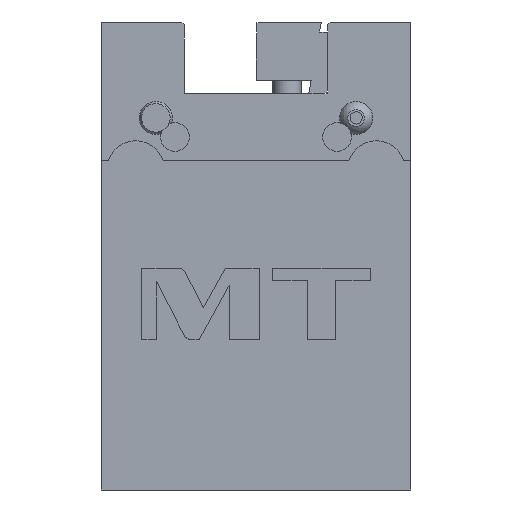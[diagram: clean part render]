
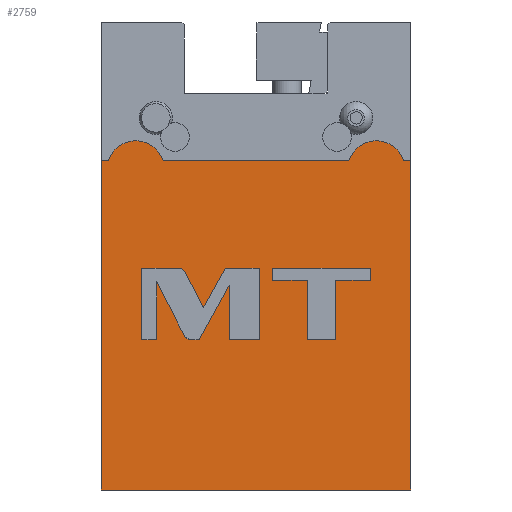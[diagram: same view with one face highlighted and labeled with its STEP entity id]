
A CAD part, left-side view. The second image highlights one B-rep face of the part: STEP entity #2759.
In plain terms, the highlighted planar face has unit normal (-1, 0, 0).
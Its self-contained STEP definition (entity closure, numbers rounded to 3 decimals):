
#429=DIRECTION('',(0.,0.,1.));
#430=VECTOR('',#429,115.);
#431=CARTESIAN_POINT('',(-36.,-54.,-65.));
#432=LINE('',#431,#430);
#594=DIRECTION('',(0.,0.,1.));
#595=VECTOR('',#594,115.);
#596=CARTESIAN_POINT('',(-36.,54.,-65.));
#597=LINE('',#596,#595);
#622=CARTESIAN_POINT('',(-36.,42.,47.));
#623=DIRECTION('',(-1.,0.,0.));
#624=DIRECTION('',(0.,-0.954,0.3));
#625=AXIS2_PLACEMENT_3D('',#622,#623,#624);
#632=DIRECTION('',(0.,-1.,0.));
#633=VECTOR('',#632,64.921);
#634=CARTESIAN_POINT('',(-36.,32.461,50.));
#635=LINE('',#634,#633);
#636=DIRECTION('',(0.,-1.,0.));
#637=VECTOR('',#636,2.461);
#638=CARTESIAN_POINT('',(-36.,-51.539,50.));
#639=LINE('',#638,#637);
#640=DIRECTION('',(0.,-1.,0.));
#641=VECTOR('',#640,2.461);
#642=CARTESIAN_POINT('',(-36.,54.,50.));
#643=LINE('',#642,#641);
#644=CARTESIAN_POINT('',(-36.,24.713,10.872));
#645=CARTESIAN_POINT('',(-36.,25.232,11.876));
#646=CARTESIAN_POINT('',(-36.,26.257,12.5));
#647=CARTESIAN_POINT('',(-36.,27.387,12.5));
#649=DIRECTION('',(0.,1.,0.));
#650=VECTOR('',#649,12.568);
#651=CARTESIAN_POINT('',(-36.,27.387,12.5));
#652=LINE('',#651,#650);
#653=DIRECTION('',(0.,0.,-1.));
#654=VECTOR('',#653,25.);
#655=CARTESIAN_POINT('',(-36.,39.955,12.5));
#656=LINE('',#655,#654);
#657=DIRECTION('',(0.,-1.,0.));
#658=VECTOR('',#657,5.2);
#659=CARTESIAN_POINT('',(-36.,39.955,-12.5));
#660=LINE('',#659,#658);
#661=DIRECTION('',(0.,0.,1.));
#662=VECTOR('',#661,20.253);
#663=CARTESIAN_POINT('',(-36.,34.755,-12.5));
#664=LINE('',#663,#662);
#665=DIRECTION('',(0.,-0.459,-0.888));
#666=VECTOR('',#665,20.967);
#667=CARTESIAN_POINT('',(-36.,34.755,7.753));
#668=LINE('',#667,#666);
#669=CARTESIAN_POINT('',(-36.,25.125,-10.872));
#670=CARTESIAN_POINT('',(-36.,24.605,-11.877));
#671=CARTESIAN_POINT('',(-36.,23.579,-12.5));
#672=CARTESIAN_POINT('',(-36.,22.448,-12.5));
#674=DIRECTION('',(0.,-1.,0.));
#675=VECTOR('',#674,2.608);
#676=CARTESIAN_POINT('',(-36.,22.448,-12.5));
#677=LINE('',#676,#675);
#678=DIRECTION('',(0.,-0.481,0.877));
#679=VECTOR('',#678,21.691);
#680=CARTESIAN_POINT('',(-36.,19.84,-12.5));
#681=LINE('',#680,#679);
#682=DIRECTION('',(0.,0.,-1.));
#683=VECTOR('',#682,19.015);
#684=CARTESIAN_POINT('',(-36.,9.402,6.515));
#685=LINE('',#684,#683);
#686=DIRECTION('',(0.,-1.,0.));
#687=VECTOR('',#686,10.52);
#688=CARTESIAN_POINT('',(-36.,9.402,-12.5));
#689=LINE('',#688,#687);
#690=DIRECTION('',(0.,0.,1.));
#691=VECTOR('',#690,25.);
#692=CARTESIAN_POINT('',(-36.,-1.118,-12.5));
#693=LINE('',#692,#691);
#694=DIRECTION('',(0.,1.,0.));
#695=VECTOR('',#694,11.86);
#696=CARTESIAN_POINT('',(-36.,-1.118,12.5));
#697=LINE('',#696,#695);
#698=DIRECTION('',(0.,0.481,-0.877));
#699=VECTOR('',#698,15.851);
#700=CARTESIAN_POINT('',(-36.,10.742,12.5));
#701=LINE('',#700,#699);
#702=DIRECTION('',(0.,0.459,0.888));
#703=VECTOR('',#702,13.81);
#704=CARTESIAN_POINT('',(-36.,18.37,-1.395));
#705=LINE('',#704,#703);
#706=DIRECTION('',(0.,0.,-1.));
#707=VECTOR('',#706,20.743);
#708=CARTESIAN_POINT('',(-36.,-17.931,8.243));
#709=LINE('',#708,#707);
#710=DIRECTION('',(0.,-1.,0.));
#711=VECTOR('',#710,9.903);
#712=CARTESIAN_POINT('',(-36.,-17.931,-12.5));
#713=LINE('',#712,#711);
#714=DIRECTION('',(0.,0.,1.));
#715=VECTOR('',#714,20.743);
#716=CARTESIAN_POINT('',(-36.,-27.834,-12.5));
#717=LINE('',#716,#715);
#718=DIRECTION('',(0.,-1.,0.));
#719=VECTOR('',#718,12.12);
#720=CARTESIAN_POINT('',(-36.,-27.834,8.243));
#721=LINE('',#720,#719);
#722=DIRECTION('',(0.,0.,1.));
#723=VECTOR('',#722,4.257);
#724=CARTESIAN_POINT('',(-36.,-39.954,8.243));
#725=LINE('',#724,#723);
#726=DIRECTION('',(0.,1.,0.));
#727=VECTOR('',#726,34.143);
#728=CARTESIAN_POINT('',(-36.,-39.954,12.5));
#729=LINE('',#728,#727);
#730=DIRECTION('',(0.,0.,-1.));
#731=VECTOR('',#730,4.257);
#732=CARTESIAN_POINT('',(-36.,-5.811,12.5));
#733=LINE('',#732,#731);
#734=DIRECTION('',(0.,-1.,0.));
#735=VECTOR('',#734,12.12);
#736=CARTESIAN_POINT('',(-36.,-5.811,8.243));
#737=LINE('',#736,#735);
#746=CARTESIAN_POINT('',(-36.,-42.,47.));
#747=DIRECTION('',(-1.,0.,0.));
#748=DIRECTION('',(0.,-0.954,0.3));
#749=AXIS2_PLACEMENT_3D('',#746,#747,#748);
#760=DIRECTION('',(0.,-1.,0.));
#761=VECTOR('',#760,108.);
#762=CARTESIAN_POINT('',(-36.,54.,-65.));
#763=LINE('',#762,#761);
#1486=CARTESIAN_POINT('',(-36.,-54.,50.));
#1488=VERTEX_POINT('',#1486);
#1489=CARTESIAN_POINT('',(-36.,-54.,-65.));
#1490=VERTEX_POINT('',#1489);
#1492=CARTESIAN_POINT('',(-36.,54.,50.));
#1494=VERTEX_POINT('',#1492);
#1495=CARTESIAN_POINT('',(-36.,54.,-65.));
#1496=VERTEX_POINT('',#1495);
#1545=CARTESIAN_POINT('',(-36.,-51.539,50.));
#1547=VERTEX_POINT('',#1545);
#1549=CARTESIAN_POINT('',(-36.,-32.461,50.));
#1551=VERTEX_POINT('',#1549);
#1553=CARTESIAN_POINT('',(-36.,32.461,50.));
#1555=VERTEX_POINT('',#1553);
#1557=CARTESIAN_POINT('',(-36.,51.539,50.));
#1559=VERTEX_POINT('',#1557);
#1860=VERTEX_POINT('',#644);
#1861=VERTEX_POINT('',#647);
#1862=CARTESIAN_POINT('',(-36.,39.955,12.5));
#1863=VERTEX_POINT('',#1862);
#1864=CARTESIAN_POINT('',(-36.,39.955,-12.5));
#1865=VERTEX_POINT('',#1864);
#1866=CARTESIAN_POINT('',(-36.,34.755,-12.5));
#1867=VERTEX_POINT('',#1866);
#1868=CARTESIAN_POINT('',(-36.,34.755,7.753));
#1869=VERTEX_POINT('',#1868);
#1870=CARTESIAN_POINT('',(-36.,25.125,-10.872));
#1871=VERTEX_POINT('',#1870);
#1872=VERTEX_POINT('',#672);
#1873=CARTESIAN_POINT('',(-36.,19.84,-12.5));
#1874=VERTEX_POINT('',#1873);
#1875=CARTESIAN_POINT('',(-36.,9.402,6.515));
#1876=VERTEX_POINT('',#1875);
#1877=CARTESIAN_POINT('',(-36.,9.402,-12.5));
#1878=VERTEX_POINT('',#1877);
#1879=CARTESIAN_POINT('',(-36.,-1.118,-12.5));
#1880=VERTEX_POINT('',#1879);
#1881=CARTESIAN_POINT('',(-36.,-1.118,12.5));
#1882=VERTEX_POINT('',#1881);
#1883=CARTESIAN_POINT('',(-36.,10.742,12.5));
#1884=VERTEX_POINT('',#1883);
#1885=CARTESIAN_POINT('',(-36.,18.37,-1.395));
#1886=VERTEX_POINT('',#1885);
#1887=CARTESIAN_POINT('',(-36.,-17.931,8.243));
#1888=CARTESIAN_POINT('',(-36.,-17.931,-12.5));
#1889=VERTEX_POINT('',#1887);
#1890=VERTEX_POINT('',#1888);
#1891=CARTESIAN_POINT('',(-36.,-27.834,-12.5));
#1892=VERTEX_POINT('',#1891);
#1893=CARTESIAN_POINT('',(-36.,-27.834,8.243));
#1894=VERTEX_POINT('',#1893);
#1895=CARTESIAN_POINT('',(-36.,-39.954,8.243));
#1896=VERTEX_POINT('',#1895);
#1897=CARTESIAN_POINT('',(-36.,-39.954,12.5));
#1898=VERTEX_POINT('',#1897);
#1899=CARTESIAN_POINT('',(-36.,-5.811,12.5));
#1900=VERTEX_POINT('',#1899);
#1901=CARTESIAN_POINT('',(-36.,-5.811,8.243));
#1902=VERTEX_POINT('',#1901);
#2690=CARTESIAN_POINT('',(-36.,54.,50.));
#2691=DIRECTION('',(1.,0.,0.));
#2692=DIRECTION('',(0.,0.,-1.));
#2693=AXIS2_PLACEMENT_3D('',#2690,#2691,#2692);
#2694=PLANE('',#2693);
#2696=ORIENTED_EDGE('',*,*,#2695,.T.);
#2698=ORIENTED_EDGE('',*,*,#2697,.F.);
#2700=ORIENTED_EDGE('',*,*,#2699,.T.);
#2701=ORIENTED_EDGE('',*,*,#2434,.F.);
#2703=ORIENTED_EDGE('',*,*,#2702,.F.);
#2704=ORIENTED_EDGE('',*,*,#2616,.T.);
#2705=ORIENTED_EDGE('',*,*,#2669,.T.);
#2706=ORIENTED_EDGE('',*,*,#2681,.F.);
#2707=EDGE_LOOP('',(#2696,#2698,#2700,#2701,#2703,#2704,#2705,#2706));
#2708=FACE_OUTER_BOUND('',#2707,.F.);
#2710=ORIENTED_EDGE('',*,*,#2709,.T.);
#2712=ORIENTED_EDGE('',*,*,#2711,.T.);
#2714=ORIENTED_EDGE('',*,*,#2713,.T.);
#2716=ORIENTED_EDGE('',*,*,#2715,.T.);
#2718=ORIENTED_EDGE('',*,*,#2717,.T.);
#2720=ORIENTED_EDGE('',*,*,#2719,.T.);
#2722=ORIENTED_EDGE('',*,*,#2721,.T.);
#2724=ORIENTED_EDGE('',*,*,#2723,.T.);
#2726=ORIENTED_EDGE('',*,*,#2725,.T.);
#2728=ORIENTED_EDGE('',*,*,#2727,.T.);
#2730=ORIENTED_EDGE('',*,*,#2729,.T.);
#2732=ORIENTED_EDGE('',*,*,#2731,.T.);
#2734=ORIENTED_EDGE('',*,*,#2733,.T.);
#2736=ORIENTED_EDGE('',*,*,#2735,.T.);
#2738=ORIENTED_EDGE('',*,*,#2737,.T.);
#2739=EDGE_LOOP('',(#2710,#2712,#2714,#2716,#2718,#2720,#2722,#2724,#2726,#2728,
#2730,#2732,#2734,#2736,#2738));
#2740=FACE_BOUND('',#2739,.F.);
#2742=ORIENTED_EDGE('',*,*,#2741,.T.);
#2744=ORIENTED_EDGE('',*,*,#2743,.T.);
#2746=ORIENTED_EDGE('',*,*,#2745,.T.);
#2748=ORIENTED_EDGE('',*,*,#2747,.T.);
#2750=ORIENTED_EDGE('',*,*,#2749,.T.);
#2752=ORIENTED_EDGE('',*,*,#2751,.T.);
#2754=ORIENTED_EDGE('',*,*,#2753,.T.);
#2756=ORIENTED_EDGE('',*,*,#2755,.T.);
#2757=EDGE_LOOP('',(#2742,#2744,#2746,#2748,#2750,#2752,#2754,#2756));
#2758=FACE_BOUND('',#2757,.F.);
#2759=ADVANCED_FACE('',(#2708,#2740,#2758),#2694,.F.);
#626=CIRCLE('',#625,10.);
#648=B_SPLINE_CURVE_WITH_KNOTS('',3,(#644,#645,#646,#647),.UNSPECIFIED.,.F.,.F.,
(4,4),(0.,1.),.UNSPECIFIED.);
#673=B_SPLINE_CURVE_WITH_KNOTS('',3,(#669,#670,#671,#672),.UNSPECIFIED.,.F.,.F.,
(4,4),(0.,1.),.UNSPECIFIED.);
#750=CIRCLE('',#749,10.);
#2434=EDGE_CURVE('',#1490,#1488,#432,.T.);
#2616=EDGE_CURVE('',#1496,#1494,#597,.T.);
#2669=EDGE_CURVE('',#1494,#1559,#643,.T.);
#2681=EDGE_CURVE('',#1555,#1559,#626,.T.);
#2695=EDGE_CURVE('',#1555,#1551,#635,.T.);
#2697=EDGE_CURVE('',#1547,#1551,#750,.T.);
#2699=EDGE_CURVE('',#1547,#1488,#639,.T.);
#2702=EDGE_CURVE('',#1496,#1490,#763,.T.);
#2709=EDGE_CURVE('',#1860,#1861,#648,.T.);
#2711=EDGE_CURVE('',#1861,#1863,#652,.T.);
#2713=EDGE_CURVE('',#1863,#1865,#656,.T.);
#2715=EDGE_CURVE('',#1865,#1867,#660,.T.);
#2717=EDGE_CURVE('',#1867,#1869,#664,.T.);
#2719=EDGE_CURVE('',#1869,#1871,#668,.T.);
#2721=EDGE_CURVE('',#1871,#1872,#673,.T.);
#2723=EDGE_CURVE('',#1872,#1874,#677,.T.);
#2725=EDGE_CURVE('',#1874,#1876,#681,.T.);
#2727=EDGE_CURVE('',#1876,#1878,#685,.T.);
#2729=EDGE_CURVE('',#1878,#1880,#689,.T.);
#2731=EDGE_CURVE('',#1880,#1882,#693,.T.);
#2733=EDGE_CURVE('',#1882,#1884,#697,.T.);
#2735=EDGE_CURVE('',#1884,#1886,#701,.T.);
#2737=EDGE_CURVE('',#1886,#1860,#705,.T.);
#2741=EDGE_CURVE('',#1889,#1890,#709,.T.);
#2743=EDGE_CURVE('',#1890,#1892,#713,.T.);
#2745=EDGE_CURVE('',#1892,#1894,#717,.T.);
#2747=EDGE_CURVE('',#1894,#1896,#721,.T.);
#2749=EDGE_CURVE('',#1896,#1898,#725,.T.);
#2751=EDGE_CURVE('',#1898,#1900,#729,.T.);
#2753=EDGE_CURVE('',#1900,#1902,#733,.T.);
#2755=EDGE_CURVE('',#1902,#1889,#737,.T.);
